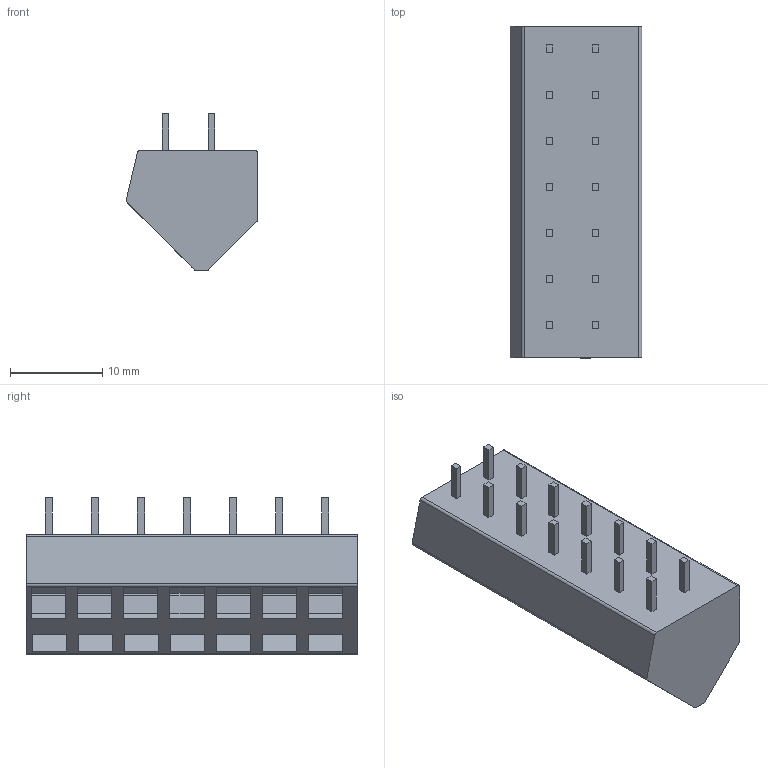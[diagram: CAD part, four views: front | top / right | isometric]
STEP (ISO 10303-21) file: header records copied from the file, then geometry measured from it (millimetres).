
FILE_DESCRIPTION((''),'2;1');
FILE_NAME('PRT0001','2024-09-29T16:59:43',('tluser'),(''),'CREO PARAMETRIC BY PTC INC, 2018100','CREO PARAMETRIC BY PTC INC, 2018100','');
FILE_SCHEMA(('CONFIG_CONTROL_DESIGN'));
Length unit declared in the file: millimetre
Products named in the file (1): PRT0001
Bounding box: 14.27 x 36 x 17 mm (x, y, z)
Volume: 4513.4 mm3; surface area: 2712.1 mm2
Topology: 1 solids, 1 shells, 231 faces, 554 edges, 360 vertices
Faces by surface type: plane 225, cylinder 6
Entity records: 6574 total; most frequent: CARTESIAN_POINT 1145, ORIENTED_EDGE 1108, DIRECTION 1028, EDGE_CURVE 554, VECTOR 542, LINE 542, VERTEX_POINT 360, EDGE_LOOP 266
